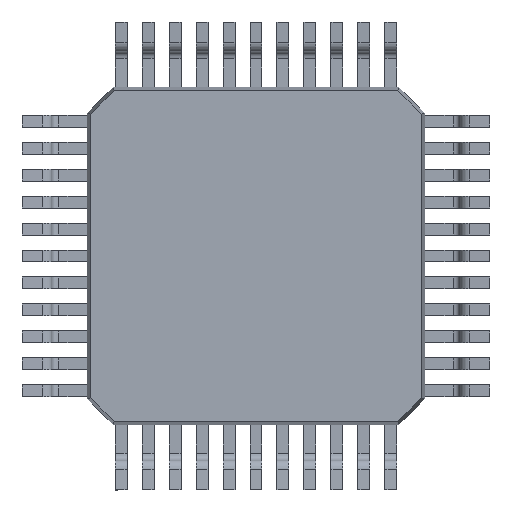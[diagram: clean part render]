
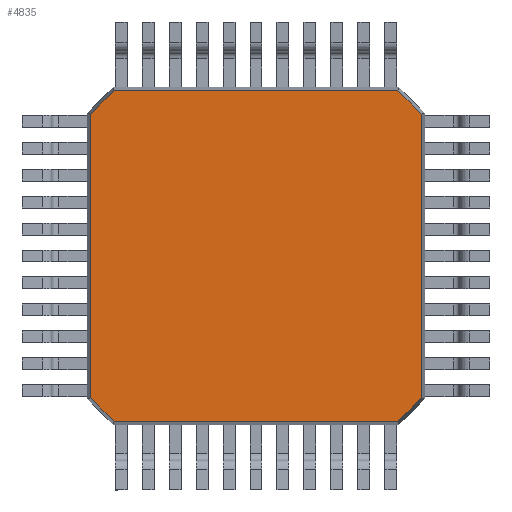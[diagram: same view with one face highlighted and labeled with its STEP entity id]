
A CAD part, front view. The second image highlights one B-rep face of the part: STEP entity #4835.
In plain terms, the highlighted planar face has unit normal (0, -1, 0).
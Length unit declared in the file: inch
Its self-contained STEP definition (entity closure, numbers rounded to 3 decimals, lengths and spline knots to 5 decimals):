
#98 = DIRECTION ( 'NONE',  ( 0., -1., 0. ) ) ;
#625 = ORIENTED_EDGE ( 'NONE', *, *, #7381, .T. ) ;
#1138 = VECTOR ( 'NONE', #14162, 39.37008 ) ;
#2198 = CARTESIAN_POINT ( 'NONE',  ( 0., -0.02756, 0. ) ) ;
#2823 = CARTESIAN_POINT ( 'NONE',  ( -0.16452, -0.02756, 0.19452 ) ) ;
#4172 = EDGE_CURVE ( 'NONE', #25220, #23165, #16010, .T. ) ;
#4261 = LINE ( 'NONE', #2823, #29602 ) ;
#4454 = FACE_OUTER_BOUND ( 'NONE', #17610, .T. ) ;
#4789 = AXIS2_PLACEMENT_3D ( 'NONE', #2198, #98, #28377 ) ;
#4835 = ADVANCED_FACE ( 'NONE', ( #4454 ), #28693, .T. ) ;
#5317 = LINE ( 'NONE', #10062, #6800 ) ;
#5341 = VECTOR ( 'NONE', #11054, 39.37008 ) ;
#5367 = DIRECTION ( 'NONE',  ( 1., 0., 0. ) ) ;
#5486 = CARTESIAN_POINT ( 'NONE',  ( 0.16554, -0.02756, -0.19349 ) ) ;
#6386 = CARTESIAN_POINT ( 'NONE',  ( 0.16452, -0.02756, -0.19452 ) ) ;
#6534 = ORIENTED_EDGE ( 'NONE', *, *, #10885, .T. ) ;
#6800 = VECTOR ( 'NONE', #5367, 39.37008 ) ;
#7381 = EDGE_CURVE ( 'NONE', #22864, #15105, #10176, .T. ) ;
#9807 = EDGE_CURVE ( 'NONE', #15105, #12542, #4261, .T. ) ;
#10062 = CARTESIAN_POINT ( 'NONE',  ( -0.167, -0.02756, -0.19349 ) ) ;
#10176 = LINE ( 'NONE', #14858, #11974 ) ;
#10216 = LINE ( 'NONE', #15374, #10548 ) ;
#10548 = VECTOR ( 'NONE', #20221, 39.37008 ) ;
#10885 = EDGE_CURVE ( 'NONE', #28190, #22864, #10216, .T. ) ;
#11034 = EDGE_CURVE ( 'NONE', #27790, #12821, #22848, .T. ) ;
#11054 = DIRECTION ( 'NONE',  ( 0.707, 0., 0.707 ) ) ;
#11974 = VECTOR ( 'NONE', #21818, 39.37008 ) ;
#12059 = CARTESIAN_POINT ( 'NONE',  ( 0.19349, -0.02756, 0.16554 ) ) ;
#12527 = DIRECTION ( 'NONE',  ( 0., 0., 1. ) ) ;
#12542 = VERTEX_POINT ( 'NONE', #29792 ) ;
#12548 = DIRECTION ( 'NONE',  ( -0.707, 0., -0.707 ) ) ;
#12821 = VERTEX_POINT ( 'NONE', #16141 ) ;
#13907 = CARTESIAN_POINT ( 'NONE',  ( -0.19349, -0.02756, 0.167 ) ) ;
#14162 = DIRECTION ( 'NONE',  ( 0.707, 0., -0.707 ) ) ;
#14229 = DIRECTION ( 'NONE',  ( 0., 0., -1. ) ) ;
#14750 = VECTOR ( 'NONE', #14229, 39.37008 ) ;
#14858 = CARTESIAN_POINT ( 'NONE',  ( 0.167, -0.02756, 0.19349 ) ) ;
#15105 = VERTEX_POINT ( 'NONE', #25678 ) ;
#15374 = CARTESIAN_POINT ( 'NONE',  ( 0.19452, -0.02756, 0.16452 ) ) ;
#16007 = CARTESIAN_POINT ( 'NONE',  ( -0.19349, -0.02756, -0.16554 ) ) ;
#16010 = LINE ( 'NONE', #23739, #1138 ) ;
#16141 = CARTESIAN_POINT ( 'NONE',  ( 0.19349, -0.02756, -0.16554 ) ) ;
#16253 = EDGE_CURVE ( 'NONE', #12542, #25220, #22665, .T. ) ;
#17437 = CARTESIAN_POINT ( 'NONE',  ( 0.16554, -0.02756, 0.19349 ) ) ;
#17450 = EDGE_CURVE ( 'NONE', #23165, #27790, #5317, .T. ) ;
#17610 = EDGE_LOOP ( 'NONE', ( #21588, #19578, #22732, #28028, #6534, #625, #17638, #30719 ) ) ;
#17638 = ORIENTED_EDGE ( 'NONE', *, *, #9807, .T. ) ;
#18001 = EDGE_CURVE ( 'NONE', #12821, #28190, #20117, .T. ) ;
#19578 = ORIENTED_EDGE ( 'NONE', *, *, #17450, .T. ) ;
#20117 = LINE ( 'NONE', #24048, #26495 ) ;
#20221 = DIRECTION ( 'NONE',  ( -0.707, 0., 0.707 ) ) ;
#21588 = ORIENTED_EDGE ( 'NONE', *, *, #4172, .T. ) ;
#21818 = DIRECTION ( 'NONE',  ( -1., 0., 0. ) ) ;
#22665 = LINE ( 'NONE', #13907, #14750 ) ;
#22732 = ORIENTED_EDGE ( 'NONE', *, *, #11034, .T. ) ;
#22848 = LINE ( 'NONE', #6386, #5341 ) ;
#22864 = VERTEX_POINT ( 'NONE', #17437 ) ;
#23165 = VERTEX_POINT ( 'NONE', #30071 ) ;
#23739 = CARTESIAN_POINT ( 'NONE',  ( -0.19452, -0.02756, -0.16452 ) ) ;
#24048 = CARTESIAN_POINT ( 'NONE',  ( 0.19349, -0.02756, -0.167 ) ) ;
#25220 = VERTEX_POINT ( 'NONE', #16007 ) ;
#25678 = CARTESIAN_POINT ( 'NONE',  ( -0.16554, -0.02756, 0.19349 ) ) ;
#26495 = VECTOR ( 'NONE', #12527, 39.37008 ) ;
#27790 = VERTEX_POINT ( 'NONE', #5486 ) ;
#28028 = ORIENTED_EDGE ( 'NONE', *, *, #18001, .T. ) ;
#28190 = VERTEX_POINT ( 'NONE', #12059 ) ;
#28377 = DIRECTION ( 'NONE',  ( 0., 0., -1. ) ) ;
#28693 = PLANE ( 'NONE',  #4789 ) ;
#29602 = VECTOR ( 'NONE', #12548, 39.37008 ) ;
#29792 = CARTESIAN_POINT ( 'NONE',  ( -0.19349, -0.02756, 0.16554 ) ) ;
#30071 = CARTESIAN_POINT ( 'NONE',  ( -0.16554, -0.02756, -0.19349 ) ) ;
#30719 = ORIENTED_EDGE ( 'NONE', *, *, #16253, .T. ) ;
